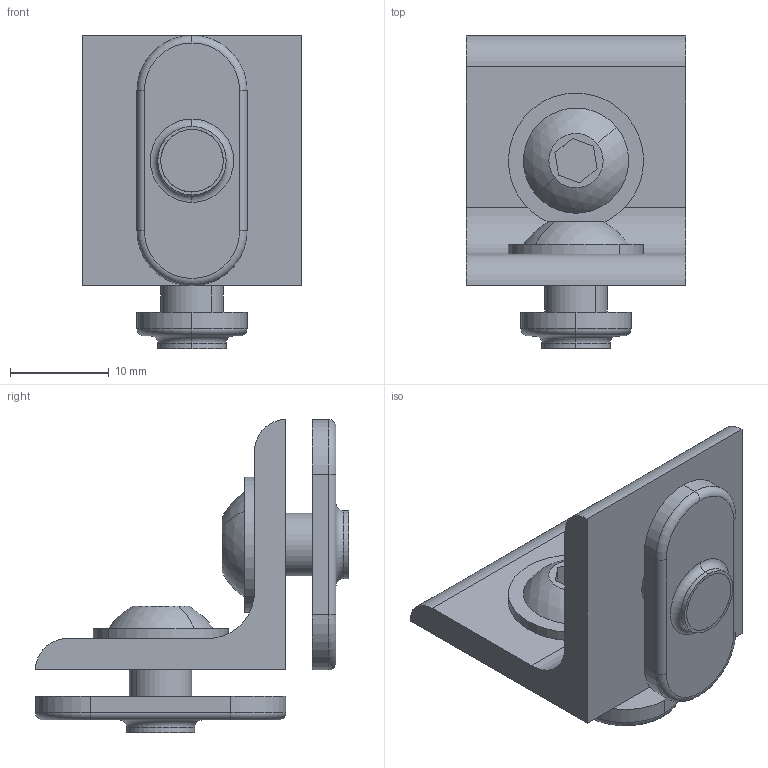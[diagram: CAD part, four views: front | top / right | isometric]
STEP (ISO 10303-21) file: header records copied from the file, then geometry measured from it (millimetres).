
FILE_DESCRIPTION (( 'STEP AP203' ), '1' );
FILE_NAME ('653047.SLDASM.step', '2003-10-13T11:21:19', ( 'Jerry Winters' ), ( 'GoEngineer' ), 'SwSTEP 2.0', 'SolidWorks 2003174', '' );
FILE_SCHEMA (( 'CONFIG_CONTROL_DESIGN' ));
Length unit declared in the file: inch
Products named in the file (5): 653047.SLDASM; 651166; FBHSCS_651169; 651163; Inside Corner Brackets (STD)_653047
Assembly tree (5 placements, depth 3):
  653047.SLDASM
    651166  x2
      FBHSCS_651169
      651163
    Inside Corner Brackets (STD)_653047
Bounding box: 22.23 x 31.75 x 31.75 mm (x, y, z)
Volume: 5331 mm3; surface area: 4999.3 mm2
Topology: 5 solids, 5 shells, 85 faces, 187 edges, 120 vertices
Faces by surface type: plane 38, cylinder 33, torus 10, sphere 4
Entity records: 1963 total; most frequent: DIRECTION 280, CARTESIAN_POINT 239, ORIENTED_EDGE 220, AXIS2_PLACEMENT_3D 112, EDGE_CURVE 110, VERTEX_POINT 71, EDGE_LOOP 59, LINE 56
